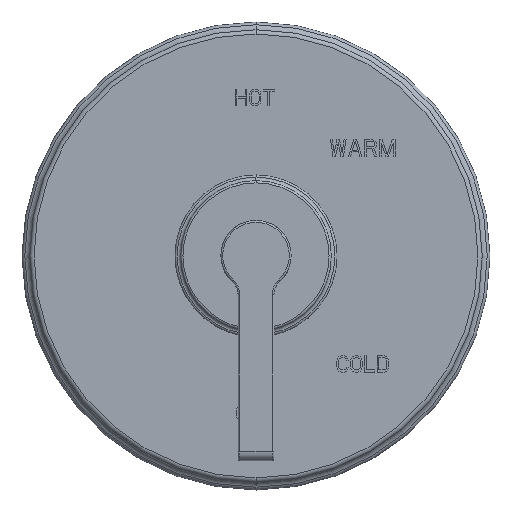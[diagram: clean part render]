
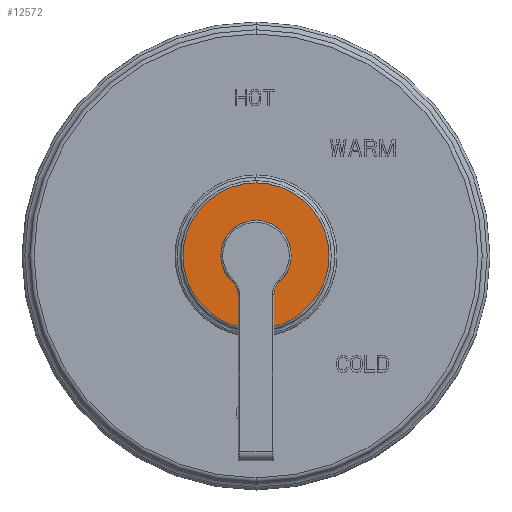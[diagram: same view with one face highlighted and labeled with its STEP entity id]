
A CAD part, top view. The second image highlights one B-rep face of the part: STEP entity #12572.
In plain terms, the highlighted planar face has unit normal (0, 0, 1).
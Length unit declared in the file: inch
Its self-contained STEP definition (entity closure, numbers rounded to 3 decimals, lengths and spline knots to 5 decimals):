
#3865=CARTESIAN_POINT('',(0.,0.,0.663));
#3866=DIRECTION('',(0.,0.,1.));
#3867=DIRECTION('',(0.,1.,0.));
#3868=AXIS2_PLACEMENT_3D('',#3865,#3866,#3867);
#3870=CARTESIAN_POINT('',(0.,0.,0.663));
#3871=DIRECTION('',(0.,0.,1.));
#3872=DIRECTION('',(0.,-1.,0.));
#3873=AXIS2_PLACEMENT_3D('',#3870,#3871,#3872);
#3875=CARTESIAN_POINT('',(0.,0.,0.663));
#3876=DIRECTION('',(0.,0.,-1.));
#3877=DIRECTION('',(1.,0.,0.));
#3878=AXIS2_PLACEMENT_3D('',#3875,#3876,#3877);
#3880=CARTESIAN_POINT('',(0.,0.,0.663));
#3881=DIRECTION('',(0.,0.,-1.));
#3882=DIRECTION('',(-1.,0.,0.));
#3883=AXIS2_PLACEMENT_3D('',#3880,#3881,#3882);
#6568=CARTESIAN_POINT('',(0.,1.015,0.663));
#6569=CARTESIAN_POINT('',(0.,-1.015,0.663));
#6570=VERTEX_POINT('',#6568);
#6571=VERTEX_POINT('',#6569);
#6616=CARTESIAN_POINT('',(0.425,0.,0.663));
#6617=CARTESIAN_POINT('',(-0.425,0.,0.663));
#6618=VERTEX_POINT('',#6616);
#6619=VERTEX_POINT('',#6617);
#12556=CARTESIAN_POINT('',(0.,0.,0.663));
#12557=DIRECTION('',(0.,0.,-1.));
#12558=DIRECTION('',(0.,-1.,0.));
#12559=AXIS2_PLACEMENT_3D('',#12556,#12557,#12558);
#12560=PLANE('',#12559);
#12562=ORIENTED_EDGE('',*,*,#12561,.F.);
#12563=ORIENTED_EDGE('',*,*,#12546,.F.);
#12564=EDGE_LOOP('',(#12562,#12563));
#12565=FACE_OUTER_BOUND('',#12564,.F.);
#12567=ORIENTED_EDGE('',*,*,#12566,.F.);
#12569=ORIENTED_EDGE('',*,*,#12568,.F.);
#12570=EDGE_LOOP('',(#12567,#12569));
#12571=FACE_BOUND('',#12570,.F.);
#12572=ADVANCED_FACE('',(#12565,#12571),#12560,.F.);
#3869=CIRCLE('',#3868,1.015);
#3874=CIRCLE('',#3873,1.015);
#3879=CIRCLE('',#3878,0.425);
#3884=CIRCLE('',#3883,0.425);
#12546=EDGE_CURVE('',#6571,#6570,#3874,.T.);
#12561=EDGE_CURVE('',#6570,#6571,#3869,.T.);
#12566=EDGE_CURVE('',#6618,#6619,#3879,.T.);
#12568=EDGE_CURVE('',#6619,#6618,#3884,.T.);
